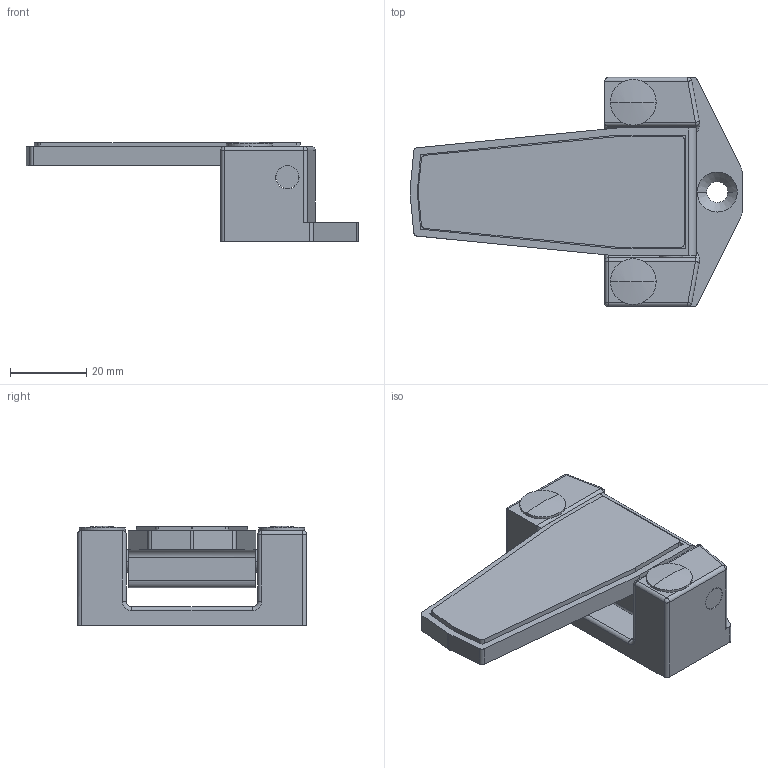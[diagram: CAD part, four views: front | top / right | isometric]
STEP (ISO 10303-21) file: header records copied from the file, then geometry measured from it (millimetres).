
FILE_DESCRIPTION (( 'STEP AP203' ), '1' );
FILE_NAME ('sone3D.STEP', '2016-03-23T02:31:45', ( '' ), ( '' ), 'SwSTEP 2.0', 'SolidWorks 2012', '' );
FILE_SCHEMA (( 'CONFIG_CONTROL_DESIGN' ));
Length unit declared in the file: millimetre
Products named in the file (6): FB-732-2カバー_; FB-732-2ピン_; sone3D; FB-732ブッシュ_; FB-732-2本体_; FB-732-2ヒンジ_
Assembly tree (6 placements, depth 2):
  sone3D
    FB-732-2本体_
    FB-732-2ヒンジ_
    FB-732-2カバー_
    FB-732ブッシュ_  x2
    FB-732-2ピン_
Bounding box: 87 x 60 x 26.2 mm (x, y, z)
Volume: 36092.6 mm3; surface area: 22837.1 mm2
Topology: 6 solids, 6 shells, 210 faces, 523 edges, 322 vertices
Faces by surface type: cylinder 94, plane 74, cone 28, sphere 10, bspline 2, torus 2
Entity records: 6021 total; most frequent: CARTESIAN_POINT 1049, DIRECTION 965, ORIENTED_EDGE 874, EDGE_CURVE 437, AXIS2_PLACEMENT_3D 371, VERTEX_POINT 271, LINE 223, VECTOR 223
